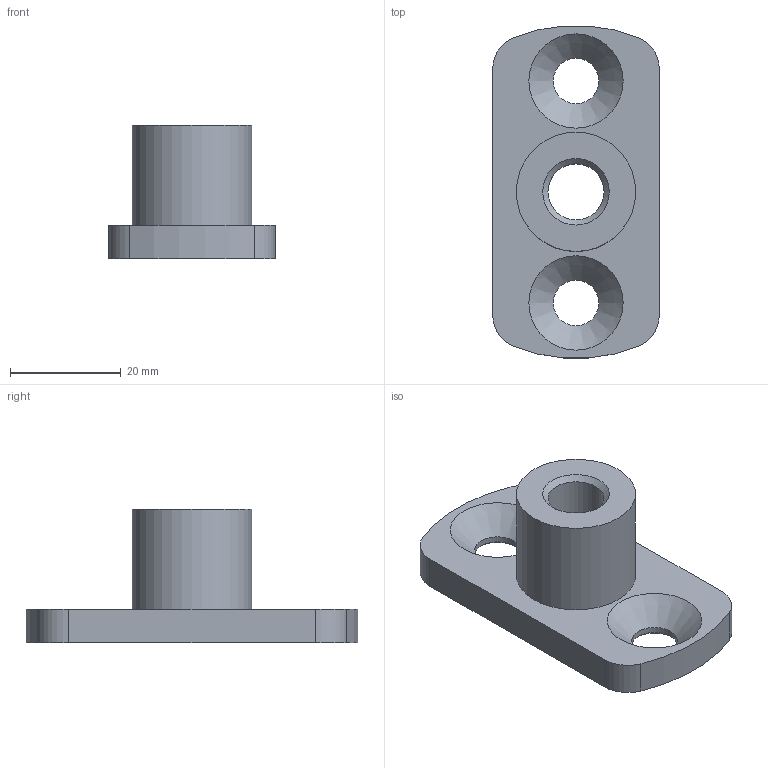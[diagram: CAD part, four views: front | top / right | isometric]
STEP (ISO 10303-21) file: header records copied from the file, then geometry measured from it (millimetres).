
FILE_DESCRIPTION(/* description */ (''),/* implementation_level */ '2;1');
FILE_NAME(/* name */ '13293_KriTec_Adapterflansch_60x30_M12x24.stp',/* time_stamp */ '2016-06-24T08:31:28+02:00',/* author */ ('Steiner'),/* organization */ (''),/* preprocessor_version */ 'ST-DEVELOPER v16.1',/* originating_system */ 'Autodesk Inventor 2016',/* authorisation */ '');
FILE_SCHEMA (('AUTOMOTIVE_DESIGN { 1 0 10303 214 3 1 1 }'));
Length unit declared in the file: millimetre
Products named in the file (1): 13293_KriTec_Adapterflansch_60x30_M12x24
Bounding box: 30 x 59.82 x 24 mm (x, y, z)
Volume: 13532.6 mm3; surface area: 6190.6 mm2
Topology: 1 solids, 1 shells, 21 faces, 48 edges, 30 vertices
Faces by surface type: cylinder 10, cone 6, plane 5
Full cylindrical faces by diameter (mm): 8.2 x2, 10.106 x1, 21.5 x1
Entity records: 586 total; most frequent: DIRECTION 108, CARTESIAN_POINT 90, ORIENTED_EDGE 76, AXIS2_PLACEMENT_3D 48, EDGE_LOOP 38, EDGE_CURVE 38, VERTEX_POINT 30, CIRCLE 26
